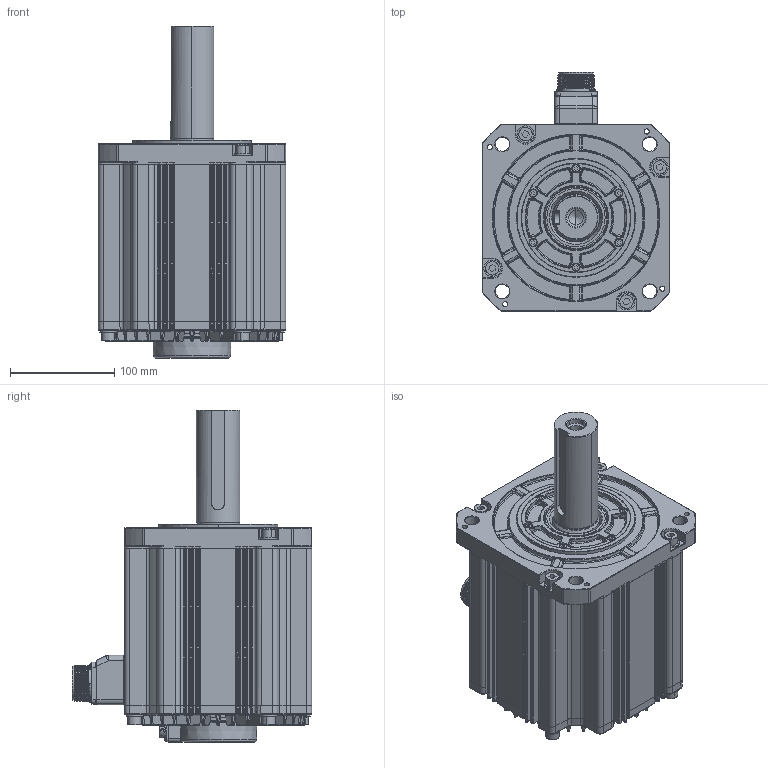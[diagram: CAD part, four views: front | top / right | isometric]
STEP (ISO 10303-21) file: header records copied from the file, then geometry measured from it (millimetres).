
FILE_DESCRIPTION( ('This file contains a STEP AP42 implementation' ,'as created by ZW3D STEP Interface translator.') ,'2;1' );
FILE_NAME( '5.5KW祥湍价陬棠晤.stp' ,'241120.11 320', (''), ('ZWCAD Software Co.'), 'Version 1.0', 'ZW3D to STEP translator', '' );
FILE_SCHEMA(('AUTOMOTIVE_DESIGN { 1 0 10303 214 1 1 1 1 }'));
Length unit declared in the file: millimetre
Products named in the file (2): 0; 5.5KW祥湍价陬棠晤
Bounding box: 180 x 230.2 x 319 mm (x, y, z)
Volume: 5436463.1 mm3; surface area: 284786.6 mm2
Topology: 1 solids, 1 shells, 3762 faces, 9415 edges, 5739 vertices
Faces by surface type: bspline 1399, plane 1285, cylinder 598, cone 311, torus 117, sphere 52
Full cylindrical faces by diameter (mm): 5.5 x4, 6 x4, 16 x8
Entity records: 183826 total; most frequent: CARTESIAN_POINT 100139, ORIENTED_EDGE 18640, DIRECTION 13931, EDGE_CURVE 9320, VERTEX_POINT 5739, AXIS2_PLACEMENT_3D 4804, VECTOR 4323, LINE 4323
